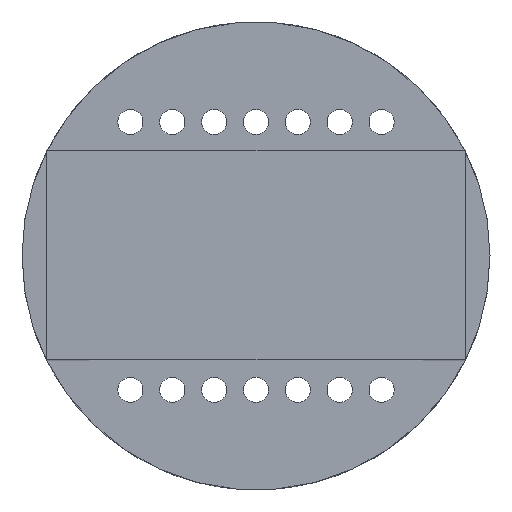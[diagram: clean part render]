
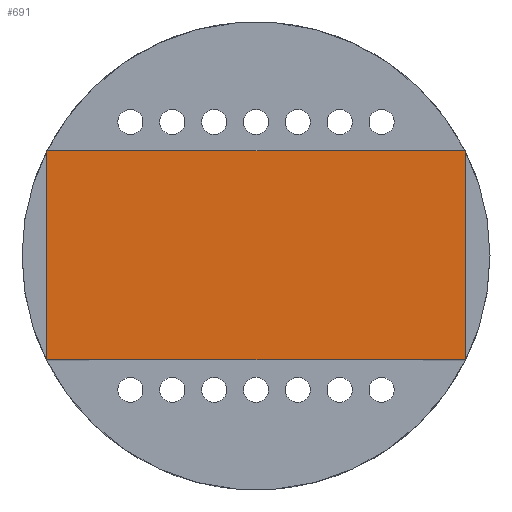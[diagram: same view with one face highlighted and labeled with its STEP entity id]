
A CAD part, top view. The second image highlights one B-rep face of the part: STEP entity #691.
In plain terms, the highlighted planar face has unit normal (0, 0, 1).
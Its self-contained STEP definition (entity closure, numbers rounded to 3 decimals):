
#80=PLANE('',#786);
#115=FACE_OUTER_BOUND('',#185,.T.);
#185=EDGE_LOOP('',(#627,#628,#629,#630));
#209=LINE('',#1134,#253);
#215=LINE('',#1145,#259);
#229=LINE('',#1180,#273);
#230=LINE('',#1182,#274);
#253=VECTOR('',#945,10.);
#259=VECTOR('',#953,10.);
#273=VECTOR('',#991,10.);
#274=VECTOR('',#994,10.);
#360=VERTEX_POINT('',#1131);
#361=VERTEX_POINT('',#1133);
#365=VERTEX_POINT('',#1144);
#374=VERTEX_POINT('',#1178);
#437=EDGE_CURVE('',#360,#361,#209,.T.);
#443=EDGE_CURVE('',#361,#365,#215,.T.);
#461=EDGE_CURVE('',#360,#374,#229,.T.);
#462=EDGE_CURVE('',#365,#374,#230,.T.);
#627=ORIENTED_EDGE('',*,*,#437,.F.);
#628=ORIENTED_EDGE('',*,*,#461,.T.);
#629=ORIENTED_EDGE('',*,*,#462,.F.);
#630=ORIENTED_EDGE('',*,*,#443,.F.);
#691=ADVANCED_FACE('',(#115),#80,.T.);
#786=AXIS2_PLACEMENT_3D('',#1181,#992,#993);
#945=DIRECTION('',(-1.,0.,0.));
#953=DIRECTION('',(0.,1.,0.));
#991=DIRECTION('',(0.,1.,0.));
#992=DIRECTION('center_axis',(0.,0.,1.));
#993=DIRECTION('ref_axis',(1.,0.,0.));
#994=DIRECTION('',(1.,0.,0.));
#1131=CARTESIAN_POINT('',(50.,0.,50.));
#1133=CARTESIAN_POINT('',(0.,0.,50.));
#1134=CARTESIAN_POINT('',(50.,0.,50.));
#1144=CARTESIAN_POINT('',(0.,25.,50.));
#1145=CARTESIAN_POINT('',(0.,0.,50.));
#1178=CARTESIAN_POINT('',(50.,25.,50.));
#1180=CARTESIAN_POINT('',(50.,0.,50.));
#1181=CARTESIAN_POINT('Origin',(0.,0.,50.));
#1182=CARTESIAN_POINT('',(50.,25.,50.));
